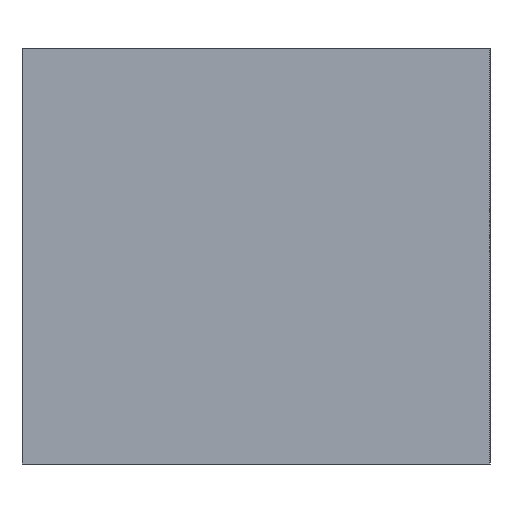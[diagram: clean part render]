
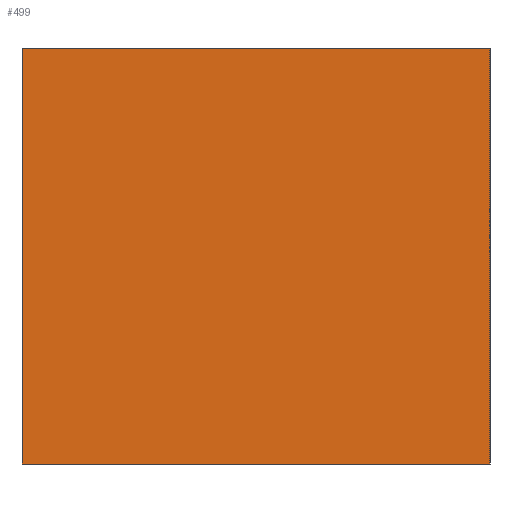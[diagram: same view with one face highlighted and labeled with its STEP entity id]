
A CAD part, left-side view. The second image highlights one B-rep face of the part: STEP entity #499.
In plain terms, the highlighted planar face has unit normal (-1, 0, 0).
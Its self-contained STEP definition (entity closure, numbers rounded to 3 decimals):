
#15 = VERTEX_POINT ( 'NONE', #373 ) ;
#71 = VECTOR ( 'NONE', #360, 1000. ) ;
#77 = DIRECTION ( 'NONE',  ( 0., 1., 0. ) ) ;
#120 = LINE ( 'NONE', #300, #281 ) ;
#130 = EDGE_LOOP ( 'NONE', ( #151, #158, #455, #160 ) ) ;
#131 = EDGE_CURVE ( 'NONE', #443, #179, #120, .T. ) ;
#143 = AXIS2_PLACEMENT_3D ( 'NONE', #484, #234, #149 ) ;
#148 = CARTESIAN_POINT ( 'NONE',  ( -0.85, 0.45, 0.8 ) ) ;
#149 = DIRECTION ( 'NONE',  ( 0., 1., 0. ) ) ;
#150 = VECTOR ( 'NONE', #77, 1000. ) ;
#151 = ORIENTED_EDGE ( 'NONE', *, *, #131, .F. ) ;
#158 = ORIENTED_EDGE ( 'NONE', *, *, #422, .T. ) ;
#160 = ORIENTED_EDGE ( 'NONE', *, *, #507, .T. ) ;
#172 = DIRECTION ( 'NONE',  ( 0., 0., -1. ) ) ;
#179 = VERTEX_POINT ( 'NONE', #263 ) ;
#186 = FACE_OUTER_BOUND ( 'NONE', #130, .T. ) ;
#191 = CARTESIAN_POINT ( 'NONE',  ( -0.85, -0.45, 0.8 ) ) ;
#232 = CARTESIAN_POINT ( 'NONE',  ( -0.85, 0.45, 1.722 ) ) ;
#234 = DIRECTION ( 'NONE',  ( 1., 0., 0. ) ) ;
#248 = VERTEX_POINT ( 'NONE', #356 ) ;
#263 = CARTESIAN_POINT ( 'NONE',  ( -0.85, -0.45, 0. ) ) ;
#281 = VECTOR ( 'NONE', #172, 1000. ) ;
#290 = LINE ( 'NONE', #528, #414 ) ;
#300 = CARTESIAN_POINT ( 'NONE',  ( -0.85, -0.45, 1.722 ) ) ;
#356 = CARTESIAN_POINT ( 'NONE',  ( -0.85, 0.45, 0. ) ) ;
#360 = DIRECTION ( 'NONE',  ( 0., 0., -1. ) ) ;
#371 = DIRECTION ( 'NONE',  ( 0., -1., 0. ) ) ;
#373 = CARTESIAN_POINT ( 'NONE',  ( -0.85, 0.45, 0.8 ) ) ;
#414 = VECTOR ( 'NONE', #371, 1000. ) ;
#418 = LINE ( 'NONE', #232, #71 ) ;
#422 = EDGE_CURVE ( 'NONE', #443, #15, #524, .T. ) ;
#423 = EDGE_CURVE ( 'NONE', #15, #248, #418, .T. ) ;
#443 = VERTEX_POINT ( 'NONE', #191 ) ;
#455 = ORIENTED_EDGE ( 'NONE', *, *, #423, .T. ) ;
#484 = CARTESIAN_POINT ( 'NONE',  ( -0.85, 0.45, 1.722 ) ) ;
#499 = ADVANCED_FACE ( 'NONE', ( #186 ), #522, .F. ) ;
#507 = EDGE_CURVE ( 'NONE', #248, #179, #290, .T. ) ;
#522 = PLANE ( 'NONE',  #143 ) ;
#524 = LINE ( 'NONE', #148, #150 ) ;
#528 = CARTESIAN_POINT ( 'NONE',  ( -0.85, 0.45, 0. ) ) ;
